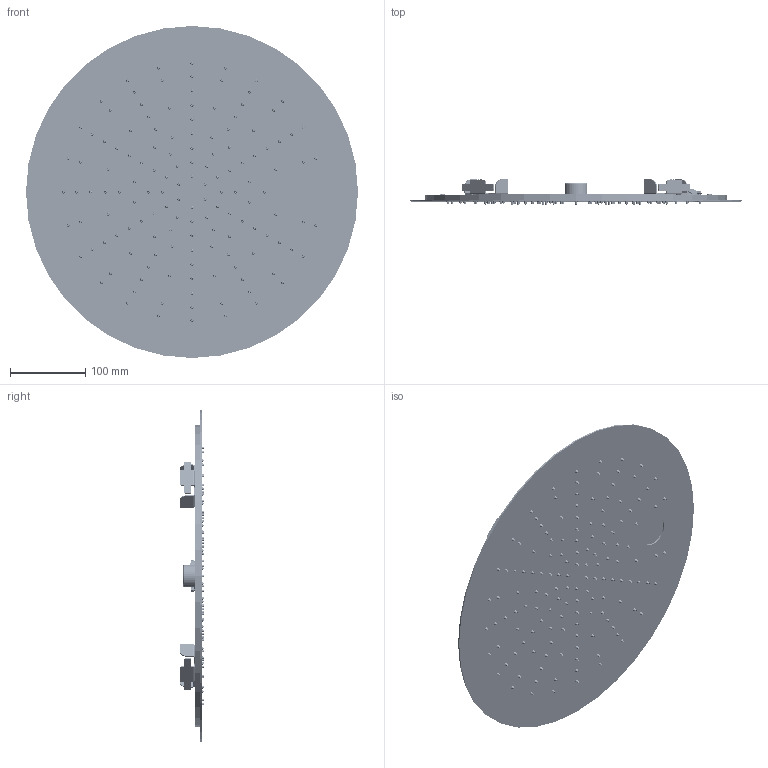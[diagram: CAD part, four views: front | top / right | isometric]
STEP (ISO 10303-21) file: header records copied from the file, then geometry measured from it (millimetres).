
FILE_DESCRIPTION(('STEP AP214'),'1');
FILE_NAME('Art.39154.stp','2022-09-05T09:03:27',(' '),(' '),'Spatial InterOp 3D',' ',' ');
FILE_SCHEMA(('AUTOMOTIVE_DESIGN { 1 0 10303 214 1 1 1 1 }'));
Length unit declared in the file: millimetre
Products named in the file (1): Art.39154
Bounding box: 440 x 32.8 x 440 mm (x, y, z)
Volume: 619330.7 mm3; surface area: 596566.7 mm2
Topology: 1 solids, 43 shells, 3578 faces, 8292 edges, 5332 vertices
Faces by surface type: torus 1291, plane 1004, cylinder 935, cone 332, bspline 16
Full cylindrical faces by diameter (mm): 1.5 x140, 1.7 x140, 2.5 x20, 3 x24, 3.2 x22, 4.3 x22, 5 x20, 5.1 x20, 6 x22, 6.7 x2, 7 x20, 10 x140, 14 x1, 16.4 x1, 18.631 x1, 28 x1, 28.2 x1, 30 x1, 39.1 x1, 41 x1, 41.1 x1, 41.2 x1, 42 x1, 67.2 x1, 360 x1, 364.8 x2, 395.6 x1, 396 x1, 400 x1, 440 x1
Entity records: 113175 total; most frequent: DIRECTION 15598, CARTESIAN_POINT 14873, ORIENTED_EDGE 10376, AXIS2_PLACEMENT_3D 7079, EDGE_LOOP 6586, FACE_OUTER_BOUND 5464, EDGE_CURVE 5188, VERTEX_POINT 4366
